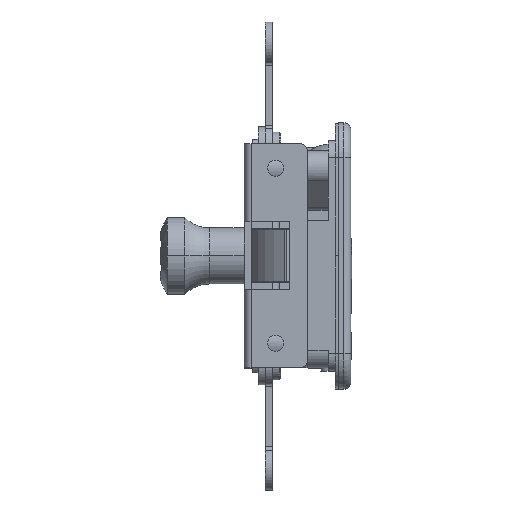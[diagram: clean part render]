
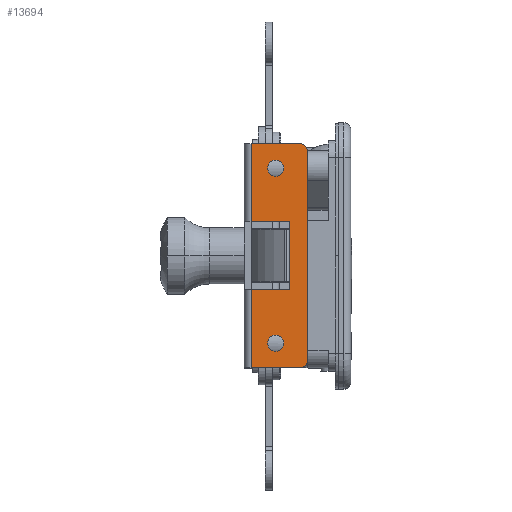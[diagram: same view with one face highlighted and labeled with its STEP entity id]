
A CAD part, top view. The second image highlights one B-rep face of the part: STEP entity #13694.
In plain terms, the highlighted face is planar.
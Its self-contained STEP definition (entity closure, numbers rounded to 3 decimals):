
#242 = VERTEX_POINT ( 'NONE', #12866 ) ;
#442 = ORIENTED_EDGE ( 'NONE', *, *, #15785, .F. ) ;
#451 = CARTESIAN_POINT ( 'NONE',  ( 2., 0., 32. ) ) ;
#829 = DIRECTION ( 'NONE',  ( 0., 0., 1. ) ) ;
#1011 = EDGE_CURVE ( 'NONE', #6307, #11072, #10304, .T. ) ;
#1028 = CARTESIAN_POINT ( 'NONE',  ( 16., 0., -30. ) ) ;
#1061 = ORIENTED_EDGE ( 'NONE', *, *, #1011, .F. ) ;
#1103 = VECTOR ( 'NONE', #12193, 1000. ) ;
#1566 = CARTESIAN_POINT ( 'NONE',  ( 0., 0., -9.7 ) ) ;
#2433 = VERTEX_POINT ( 'NONE', #6732 ) ;
#2576 = DIRECTION ( 'NONE',  ( 0., 1., 0. ) ) ;
#2684 = CIRCLE ( 'NONE', #17396, 2.325 ) ;
#3045 = CARTESIAN_POINT ( 'NONE',  ( 0., 0., 32. ) ) ;
#3073 = CARTESIAN_POINT ( 'NONE',  ( 13., 0., -9.7 ) ) ;
#3227 = VECTOR ( 'NONE', #5431, 1000. ) ;
#3397 = EDGE_CURVE ( 'NONE', #4239, #18346, #19576, .T. ) ;
#3494 = CARTESIAN_POINT ( 'NONE',  ( 16., 0., 30. ) ) ;
#3810 = DIRECTION ( 'NONE',  ( 0., 0., -1. ) ) ;
#3862 = DIRECTION ( 'NONE',  ( 0., 0., 1. ) ) ;
#4220 = VECTOR ( 'NONE', #17184, 1000. ) ;
#4239 = VERTEX_POINT ( 'NONE', #16636 ) ;
#4666 = FACE_OUTER_BOUND ( 'NONE', #15921, .T. ) ;
#4681 = VERTEX_POINT ( 'NONE', #15816 ) ;
#4961 = DIRECTION ( 'NONE',  ( 0., 1., 0. ) ) ;
#5118 = CIRCLE ( 'NONE', #9130, 2. ) ;
#5308 = CARTESIAN_POINT ( 'NONE',  ( 0., 0., 9.7 ) ) ;
#5431 = DIRECTION ( 'NONE',  ( 0., 0., 1. ) ) ;
#5561 = DIRECTION ( 'NONE',  ( 0., 1., 0. ) ) ;
#5613 = CARTESIAN_POINT ( 'NONE',  ( 2., 0., -9.7 ) ) ;
#5627 = LINE ( 'NONE', #451, #8898 ) ;
#5747 = ORIENTED_EDGE ( 'NONE', *, *, #14553, .T. ) ;
#6307 = VERTEX_POINT ( 'NONE', #17958 ) ;
#6520 = EDGE_CURVE ( 'NONE', #6604, #4681, #2684, .T. ) ;
#6604 = VERTEX_POINT ( 'NONE', #6880 ) ;
#6732 = CARTESIAN_POINT ( 'NONE',  ( 13., 0., 9.7 ) ) ;
#6880 = CARTESIAN_POINT ( 'NONE',  ( 9., 0., 22.675 ) ) ;
#6934 = AXIS2_PLACEMENT_3D ( 'NONE', #15357, #15473, #16854 ) ;
#7239 = VERTEX_POINT ( 'NONE', #8090 ) ;
#7340 = AXIS2_PLACEMENT_3D ( 'NONE', #1028, #8150, #18516 ) ;
#8090 = CARTESIAN_POINT ( 'NONE',  ( 2., 0., 32. ) ) ;
#8117 = AXIS2_PLACEMENT_3D ( 'NONE', #9695, #22012, #8418 ) ;
#8150 = DIRECTION ( 'NONE',  ( 0., 1., 0. ) ) ;
#8278 = LINE ( 'NONE', #9660, #22026 ) ;
#8418 = DIRECTION ( 'NONE',  ( 0., 0., 1. ) ) ;
#8495 = CIRCLE ( 'NONE', #7340, 2. ) ;
#8517 = CARTESIAN_POINT ( 'NONE',  ( 9., 0., -25. ) ) ;
#8575 = DIRECTION ( 'NONE',  ( -1., 0., 0. ) ) ;
#8888 = DIRECTION ( 'NONE',  ( 0., 0., -1. ) ) ;
#8898 = VECTOR ( 'NONE', #21263, 1000. ) ;
#9130 = AXIS2_PLACEMENT_3D ( 'NONE', #3494, #5561, #8888 ) ;
#9218 = LINE ( 'NONE', #14288, #3227 ) ;
#9660 = CARTESIAN_POINT ( 'NONE',  ( 0., 0., -32. ) ) ;
#9662 = EDGE_CURVE ( 'NONE', #4681, #6604, #15264, .T. ) ;
#9695 = CARTESIAN_POINT ( 'NONE',  ( 9., 0., -25. ) ) ;
#9856 = ORIENTED_EDGE ( 'NONE', *, *, #3397, .T. ) ;
#9858 = ORIENTED_EDGE ( 'NONE', *, *, #20721, .F. ) ;
#10012 = CARTESIAN_POINT ( 'NONE',  ( 2., 0., -32. ) ) ;
#10304 = LINE ( 'NONE', #1566, #20285 ) ;
#10610 = EDGE_LOOP ( 'NONE', ( #442, #15582 ) ) ;
#10691 = VERTEX_POINT ( 'NONE', #10012 ) ;
#10894 = VECTOR ( 'NONE', #15377, 1000. ) ;
#11072 = VERTEX_POINT ( 'NONE', #5613 ) ;
#11348 = ORIENTED_EDGE ( 'NONE', *, *, #12032, .F. ) ;
#11479 = EDGE_CURVE ( 'NONE', #10691, #11072, #9218, .T. ) ;
#11550 = FACE_BOUND ( 'NONE', #20095, .T. ) ;
#11800 = LINE ( 'NONE', #3073, #10894 ) ;
#12001 = FACE_BOUND ( 'NONE', #10610, .T. ) ;
#12032 = EDGE_CURVE ( 'NONE', #2433, #6307, #11800, .T. ) ;
#12068 = VERTEX_POINT ( 'NONE', #13416 ) ;
#12097 = CARTESIAN_POINT ( 'NONE',  ( 16., 0., -32. ) ) ;
#12193 = DIRECTION ( 'NONE',  ( 1., 0., 0. ) ) ;
#12656 = ORIENTED_EDGE ( 'NONE', *, *, #13835, .T. ) ;
#12866 = CARTESIAN_POINT ( 'NONE',  ( 2., 0., 9.7 ) ) ;
#13350 = DIRECTION ( 'NONE',  ( 0., 1., 0. ) ) ;
#13416 = CARTESIAN_POINT ( 'NONE',  ( 16., 0., 32. ) ) ;
#13694 = ADVANCED_FACE ( 'NONE', ( #11550, #12001, #4666 ), #22363, .F. ) ;
#13835 = EDGE_CURVE ( 'NONE', #12068, #4239, #5118, .T. ) ;
#13950 = ORIENTED_EDGE ( 'NONE', *, *, #6520, .F. ) ;
#14277 = ORIENTED_EDGE ( 'NONE', *, *, #19331, .T. ) ;
#14288 = CARTESIAN_POINT ( 'NONE',  ( 2., 0., 32. ) ) ;
#14553 = EDGE_CURVE ( 'NONE', #21887, #10691, #8278, .T. ) ;
#14856 = DIRECTION ( 'NONE',  ( -1., 0., 0. ) ) ;
#15007 = AXIS2_PLACEMENT_3D ( 'NONE', #8517, #4961, #17384 ) ;
#15185 = ORIENTED_EDGE ( 'NONE', *, *, #22444, .F. ) ;
#15264 = CIRCLE ( 'NONE', #20034, 2.325 ) ;
#15357 = CARTESIAN_POINT ( 'NONE',  ( 0., 0., 32. ) ) ;
#15377 = DIRECTION ( 'NONE',  ( 0., 0., -1. ) ) ;
#15460 = VERTEX_POINT ( 'NONE', #19274 ) ;
#15473 = DIRECTION ( 'NONE',  ( 0., -1., 0. ) ) ;
#15582 = ORIENTED_EDGE ( 'NONE', *, *, #16279, .F. ) ;
#15685 = LINE ( 'NONE', #3045, #4220 ) ;
#15780 = VECTOR ( 'NONE', #3810, 1000. ) ;
#15785 = EDGE_CURVE ( 'NONE', #18295, #15460, #15843, .T. ) ;
#15816 = CARTESIAN_POINT ( 'NONE',  ( 9., 0., 27.325 ) ) ;
#15843 = CIRCLE ( 'NONE', #8117, 2.325 ) ;
#15921 = EDGE_LOOP ( 'NONE', ( #21328, #1061, #11348, #15185, #14277, #9858, #12656, #9856, #18249, #5747 ) ) ;
#16279 = EDGE_CURVE ( 'NONE', #15460, #18295, #18314, .T. ) ;
#16498 = CARTESIAN_POINT ( 'NONE',  ( 9., 0., 25. ) ) ;
#16635 = EDGE_CURVE ( 'NONE', #18346, #21887, #8495, .T. ) ;
#16636 = CARTESIAN_POINT ( 'NONE',  ( 18., 0., 30. ) ) ;
#16854 = DIRECTION ( 'NONE',  ( 0., 0., -1. ) ) ;
#17184 = DIRECTION ( 'NONE',  ( -1., 0., 0. ) ) ;
#17384 = DIRECTION ( 'NONE',  ( 0., 0., 1. ) ) ;
#17396 = AXIS2_PLACEMENT_3D ( 'NONE', #18978, #13350, #829 ) ;
#17958 = CARTESIAN_POINT ( 'NONE',  ( 13., 0., -9.7 ) ) ;
#18249 = ORIENTED_EDGE ( 'NONE', *, *, #16635, .T. ) ;
#18295 = VERTEX_POINT ( 'NONE', #18613 ) ;
#18314 = CIRCLE ( 'NONE', #15007, 2.325 ) ;
#18346 = VERTEX_POINT ( 'NONE', #22281 ) ;
#18516 = DIRECTION ( 'NONE',  ( 0., 0., -1. ) ) ;
#18613 = CARTESIAN_POINT ( 'NONE',  ( 9., 0., -22.675 ) ) ;
#18978 = CARTESIAN_POINT ( 'NONE',  ( 9., 0., 25. ) ) ;
#19274 = CARTESIAN_POINT ( 'NONE',  ( 9., 0., -27.325 ) ) ;
#19331 = EDGE_CURVE ( 'NONE', #242, #7239, #5627, .T. ) ;
#19576 = LINE ( 'NONE', #21518, #15780 ) ;
#19681 = LINE ( 'NONE', #5308, #1103 ) ;
#20034 = AXIS2_PLACEMENT_3D ( 'NONE', #16498, #2576, #3862 ) ;
#20095 = EDGE_LOOP ( 'NONE', ( #21311, #13950 ) ) ;
#20285 = VECTOR ( 'NONE', #8575, 1000. ) ;
#20721 = EDGE_CURVE ( 'NONE', #12068, #7239, #15685, .T. ) ;
#21263 = DIRECTION ( 'NONE',  ( 0., 0., 1. ) ) ;
#21311 = ORIENTED_EDGE ( 'NONE', *, *, #9662, .F. ) ;
#21328 = ORIENTED_EDGE ( 'NONE', *, *, #11479, .T. ) ;
#21518 = CARTESIAN_POINT ( 'NONE',  ( 18., 0., 32. ) ) ;
#21887 = VERTEX_POINT ( 'NONE', #12097 ) ;
#22012 = DIRECTION ( 'NONE',  ( 0., 1., 0. ) ) ;
#22026 = VECTOR ( 'NONE', #14856, 1000. ) ;
#22281 = CARTESIAN_POINT ( 'NONE',  ( 18., 0., -30. ) ) ;
#22363 = PLANE ( 'NONE',  #6934 ) ;
#22444 = EDGE_CURVE ( 'NONE', #242, #2433, #19681, .T. ) ;
